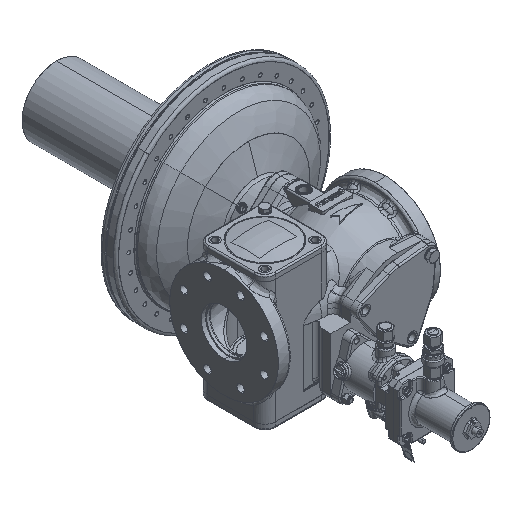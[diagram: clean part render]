
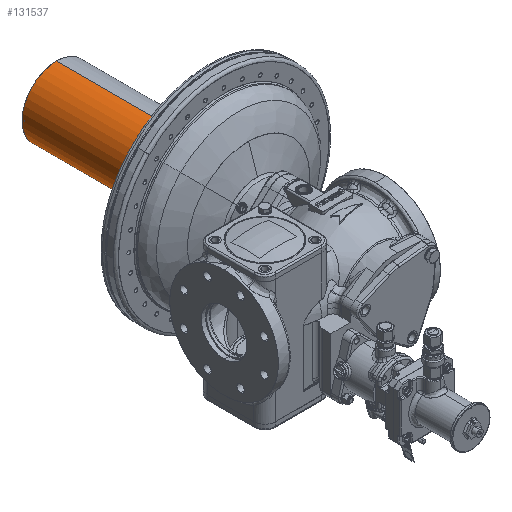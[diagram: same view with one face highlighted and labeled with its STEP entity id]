
A CAD part, isometric view. The second image highlights one B-rep face of the part: STEP entity #131537.
In plain terms, the highlighted cylindrical face has radius 63.5 mm (diameter 127 mm), a partial arc.
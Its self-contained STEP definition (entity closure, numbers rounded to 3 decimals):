
#13752 = VERTEX_POINT ( 'NONE', #76250 ) ;
#27774 = ORIENTED_EDGE ( 'NONE', *, *, #175935, .T. ) ;
#33714 = DIRECTION ( 'NONE',  ( 0., -1., 0. ) ) ;
#39119 = CARTESIAN_POINT ( 'NONE',  ( 0., 318.28, 0. ) ) ;
#56339 = DIRECTION ( 'NONE',  ( 0., 0., -1. ) ) ;
#61721 = EDGE_CURVE ( 'NONE', #73294, #194781, #176180, .T. ) ;
#64436 = DIRECTION ( 'NONE',  ( 0., -1., 0. ) ) ;
#66108 = ORIENTED_EDGE ( 'NONE', *, *, #194346, .T. ) ;
#73294 = VERTEX_POINT ( 'NONE', #167556 ) ;
#76250 = CARTESIAN_POINT ( 'NONE',  ( 0., 318.28, 63.5 ) ) ;
#76363 = AXIS2_PLACEMENT_3D ( 'NONE', #191654, #88517, #208930 ) ;
#78484 = CARTESIAN_POINT ( 'NONE',  ( 0., 523.28, -63.5 ) ) ;
#82213 = LINE ( 'NONE', #103791, #87558 ) ;
#82512 = VECTOR ( 'NONE', #33714, 1000. ) ;
#87558 = VECTOR ( 'NONE', #206844, 1000. ) ;
#87867 = LINE ( 'NONE', #222568, #82512 ) ;
#88517 = DIRECTION ( 'NONE',  ( 0., -1., 0. ) ) ;
#94655 = ORIENTED_EDGE ( 'NONE', *, *, #61721, .T. ) ;
#101933 = CYLINDRICAL_SURFACE ( 'NONE', #205306, 63.5 ) ;
#103791 = CARTESIAN_POINT ( 'NONE',  ( 0., 523.28, 63.5 ) ) ;
#118810 = VERTEX_POINT ( 'NONE', #218163 ) ;
#128694 = CIRCLE ( 'NONE', #214776, 63.5 ) ;
#131537 = ADVANCED_FACE ( 'NONE', ( #193533 ), #101933, .T. ) ;
#159624 = DIRECTION ( 'NONE',  ( 0., 1., 0. ) ) ;
#167556 = CARTESIAN_POINT ( 'NONE',  ( 0., 523.28, 63.5 ) ) ;
#167721 = ORIENTED_EDGE ( 'NONE', *, *, #170138, .T. ) ;
#170138 = EDGE_CURVE ( 'NONE', #118810, #13752, #128694, .T. ) ;
#175935 = EDGE_CURVE ( 'NONE', #13752, #73294, #82213, .T. ) ;
#176180 = CIRCLE ( 'NONE', #76363, 63.5 ) ;
#184977 = DIRECTION ( 'NONE',  ( 0., 0., -1. ) ) ;
#189035 = EDGE_LOOP ( 'NONE', ( #66108, #167721, #27774, #94655 ) ) ;
#191654 = CARTESIAN_POINT ( 'NONE',  ( 0., 523.28, 0. ) ) ;
#193533 = FACE_OUTER_BOUND ( 'NONE', #189035, .T. ) ;
#194346 = EDGE_CURVE ( 'NONE', #194781, #118810, #87867, .T. ) ;
#194781 = VERTEX_POINT ( 'NONE', #78484 ) ;
#199216 = CARTESIAN_POINT ( 'NONE',  ( 0., 523.28, 0. ) ) ;
#205306 = AXIS2_PLACEMENT_3D ( 'NONE', #199216, #64436, #184977 ) ;
#206844 = DIRECTION ( 'NONE',  ( 0., 1., 0. ) ) ;
#208930 = DIRECTION ( 'NONE',  ( 0., 0., -1. ) ) ;
#214776 = AXIS2_PLACEMENT_3D ( 'NONE', #39119, #159624, #56339 ) ;
#218163 = CARTESIAN_POINT ( 'NONE',  ( 0., 318.28, -63.5 ) ) ;
#222568 = CARTESIAN_POINT ( 'NONE',  ( 0., 523.28, -63.5 ) ) ;
